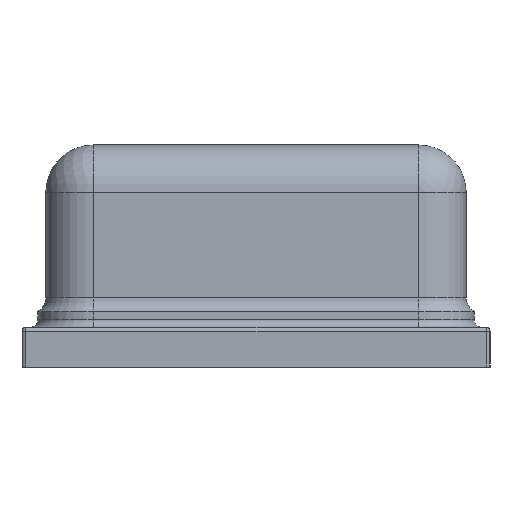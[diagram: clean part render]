
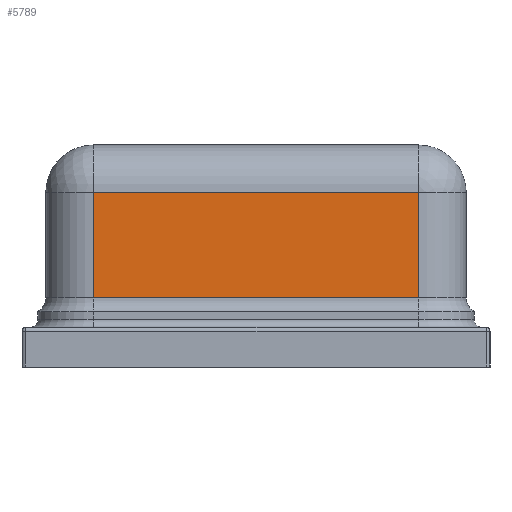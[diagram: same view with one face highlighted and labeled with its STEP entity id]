
A CAD part, left-side view. The second image highlights one B-rep face of the part: STEP entity #5789.
In plain terms, the highlighted planar face has unit normal (-1, 0, 0).
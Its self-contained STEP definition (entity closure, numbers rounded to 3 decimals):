
#948=FACE_OUTER_BOUND('',#1310,.T.);
#1310=EDGE_LOOP('',(#5308,#5309,#5310,#5311));
#1782=LINE('',#10856,#2266);
#1784=LINE('',#10862,#2268);
#1793=LINE('',#10901,#2277);
#1795=LINE('',#10906,#2279);
#2266=VECTOR('',#7256,0.1);
#2268=VECTOR('',#7262,10.);
#2277=VECTOR('',#7319,10.);
#2279=VECTOR('',#7327,10.);
#2811=VERTEX_POINT('',#10845);
#2812=VERTEX_POINT('',#10849);
#2815=VERTEX_POINT('',#10860);
#2820=VERTEX_POINT('',#10888);
#3628=EDGE_CURVE('',#2812,#2811,#1782,.T.);
#3631=EDGE_CURVE('',#2815,#2812,#1784,.T.);
#3651=EDGE_CURVE('',#2820,#2815,#1793,.T.);
#3653=EDGE_CURVE('',#2811,#2820,#1795,.T.);
#5308=ORIENTED_EDGE('',*,*,#3628,.F.);
#5309=ORIENTED_EDGE('',*,*,#3631,.F.);
#5310=ORIENTED_EDGE('',*,*,#3651,.F.);
#5311=ORIENTED_EDGE('',*,*,#3653,.F.);
#5460=PLANE('',#6152);
#5789=ADVANCED_FACE('',(#948),#5460,.F.);
#6152=AXIS2_PLACEMENT_3D('',#10910,#7332,#7333);
#7256=DIRECTION('',(0.,1.,0.));
#7262=DIRECTION('',(0.,0.,-1.));
#7319=DIRECTION('',(0.,-1.,0.));
#7327=DIRECTION('',(0.,0.,1.));
#7332=DIRECTION('center_axis',(1.,0.,0.));
#7333=DIRECTION('ref_axis',(0.,-1.,0.));
#10845=CARTESIAN_POINT('',(-1.73,1.025,0.437));
#10849=CARTESIAN_POINT('',(-1.73,-1.025,0.437));
#10856=CARTESIAN_POINT('',(-1.73,-1.025,0.437));
#10860=CARTESIAN_POINT('',(-1.73,-1.025,1.1));
#10862=CARTESIAN_POINT('',(-1.73,-1.025,1.4));
#10888=CARTESIAN_POINT('',(-1.73,1.025,1.1));
#10901=CARTESIAN_POINT('',(-1.73,0.663,1.1));
#10906=CARTESIAN_POINT('',(-1.73,1.025,1.4));
#10910=CARTESIAN_POINT('Origin',(-1.73,1.325,1.4));
